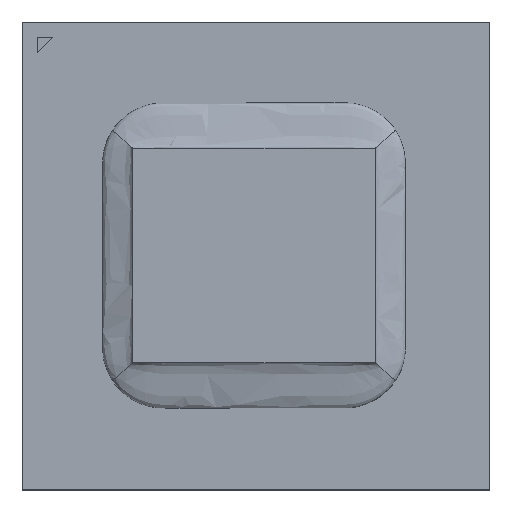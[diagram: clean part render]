
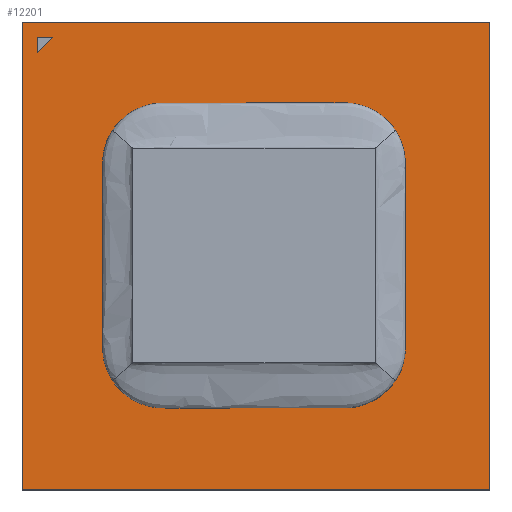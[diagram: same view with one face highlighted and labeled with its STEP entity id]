
A CAD part, top view. The second image highlights one B-rep face of the part: STEP entity #12201.
In plain terms, the highlighted planar face has unit normal (0, 0, 1).
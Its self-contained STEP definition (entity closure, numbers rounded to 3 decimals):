
#3640=FACE_BOUND('',#5483,.T.);
#3649=FACE_OUTER_BOUND('',#5482,.T.);
#5482=EDGE_LOOP('',(#9368,#9369,#9370,#9371));
#5483=EDGE_LOOP('',(#9372,#9373,#9374));
#7307=LINE('',#23179,#7365);
#7313=LINE('',#23192,#7371);
#7316=LINE('',#23198,#7374);
#7319=LINE('',#23204,#7377);
#7322=LINE('',#23208,#7380);
#7323=LINE('',#23211,#7381);
#7327=LINE('',#23218,#7385);
#7365=VECTOR('',#17663,1.);
#7371=VECTOR('',#17671,31.);
#7374=VECTOR('',#17676,31.);
#7377=VECTOR('',#17681,31.);
#7380=VECTOR('',#17686,31.);
#7381=VECTOR('',#17689,1.414);
#7385=VECTOR('',#17697,1.);
#7423=VERTEX_POINT('',#23177);
#7424=VERTEX_POINT('',#23178);
#7429=VERTEX_POINT('',#23189);
#7430=VERTEX_POINT('',#23191);
#7432=VERTEX_POINT('',#23197);
#7434=VERTEX_POINT('',#23203);
#7435=VERTEX_POINT('',#23210);
#8367=EDGE_CURVE('',#7423,#7424,#7307,.T.);
#8373=EDGE_CURVE('',#7430,#7429,#7313,.T.);
#8376=EDGE_CURVE('',#7432,#7430,#7316,.T.);
#8379=EDGE_CURVE('',#7434,#7432,#7319,.T.);
#8382=EDGE_CURVE('',#7429,#7434,#7322,.T.);
#8383=EDGE_CURVE('',#7424,#7435,#7323,.T.);
#8387=EDGE_CURVE('',#7435,#7423,#7327,.T.);
#9368=ORIENTED_EDGE('',*,*,#8382,.T.);
#9369=ORIENTED_EDGE('',*,*,#8379,.T.);
#9370=ORIENTED_EDGE('',*,*,#8376,.T.);
#9371=ORIENTED_EDGE('',*,*,#8373,.T.);
#9372=ORIENTED_EDGE('',*,*,#8367,.T.);
#9373=ORIENTED_EDGE('',*,*,#8383,.T.);
#9374=ORIENTED_EDGE('',*,*,#8387,.T.);
#11273=PLANE('',#14939);
#12201=ADVANCED_FACE('',(#3649,#3640),#11273,.T.);
#14939=AXIS2_PLACEMENT_3D('',#23219,#17698,#17699);
#17663=DIRECTION('',(1.,0.,0.));
#17671=DIRECTION('',(-1.,0.,0.));
#17676=DIRECTION('',(0.,1.,0.));
#17681=DIRECTION('',(1.,0.,0.));
#17686=DIRECTION('',(0.,-1.,0.));
#17689=DIRECTION('',(-0.707,-0.707,0.));
#17697=DIRECTION('',(0.,1.,0.));
#17698=DIRECTION('center_axis',(0.,0.,1.));
#17699=DIRECTION('ref_axis',(1.,0.,0.));
#23177=CARTESIAN_POINT('',(-14.5,14.5,1.42));
#23178=CARTESIAN_POINT('',(-13.5,14.5,1.42));
#23179=CARTESIAN_POINT('',(-7.25,14.5,1.42));
#23189=CARTESIAN_POINT('',(-15.5,15.5,1.42));
#23191=CARTESIAN_POINT('',(15.5,15.5,1.42));
#23192=CARTESIAN_POINT('',(-15.5,15.5,1.42));
#23197=CARTESIAN_POINT('',(15.5,-15.5,1.42));
#23198=CARTESIAN_POINT('',(15.5,15.5,1.42));
#23203=CARTESIAN_POINT('',(-15.5,-15.5,1.42));
#23204=CARTESIAN_POINT('',(15.5,-15.5,1.42));
#23208=CARTESIAN_POINT('',(-15.5,-15.5,1.42));
#23210=CARTESIAN_POINT('',(-14.5,13.5,1.42));
#23211=CARTESIAN_POINT('',(-13.75,14.25,1.42));
#23218=CARTESIAN_POINT('',(-14.5,6.75,1.42));
#23219=CARTESIAN_POINT('Origin',(0.,0.,1.42));
